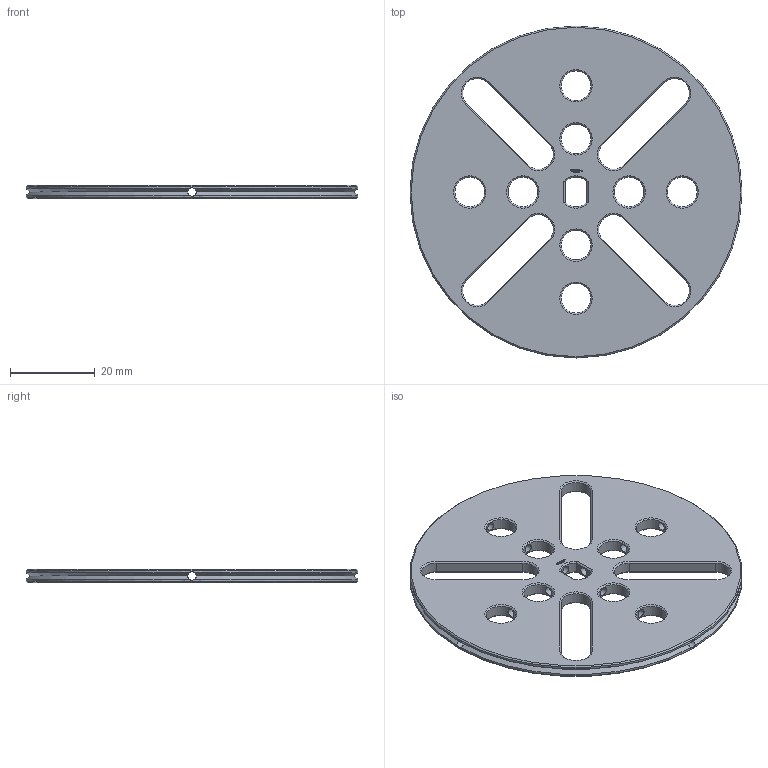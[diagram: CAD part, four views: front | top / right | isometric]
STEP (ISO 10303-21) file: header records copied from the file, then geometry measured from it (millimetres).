
FILE_DESCRIPTION(('FreeCAD Model'),'2;1');
FILE_NAME('Open CASCADE Shape Model','2023-11-14T00:19:23',(''),(''), 'Open CASCADE STEP processor 7.6','FreeCAD','Unknown');
FILE_SCHEMA(('AUTOMOTIVE_DESIGN { 1 0 10303 214 1 1 1 1 }'));
Length unit declared in the file: millimetre
Products named in the file (1): Washer FXD OCT BU06.25x00.25 - SPN-WSR-0022 (stemfie.org)
Bounding box: 78.12 x 78.12 x 3.12 mm (x, y, z)
Volume: 11137.3 mm3; surface area: 10094.1 mm2
Topology: 1 solids, 1 shells, 591 faces, 1652 edges, 1082 vertices
Faces by surface type: plane 339, extrusion 174, cone 46, cylinder 32
Full cylindrical faces by diameter (mm): 2 x12, 7 x8, 78.125 x2
Entity records: 44164 total; most frequent: CARTESIAN_POINT 12439, DIRECTION 5151, VECTOR 4088, LINE 3914, ORIENTED_EDGE 3304, PCURVE 3304, DEFINITIONAL_REPRESENTATION 3304, EDGE_CURVE 1652
